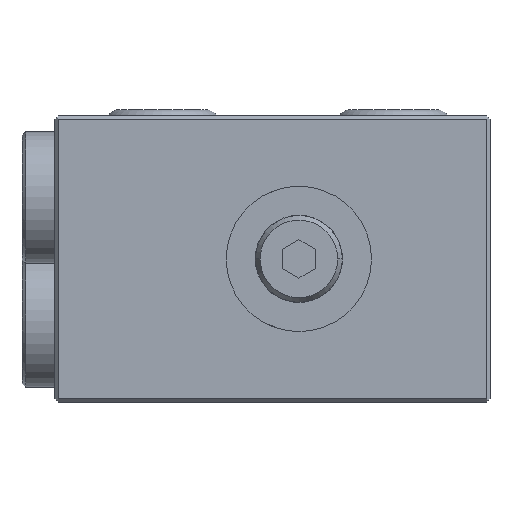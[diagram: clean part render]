
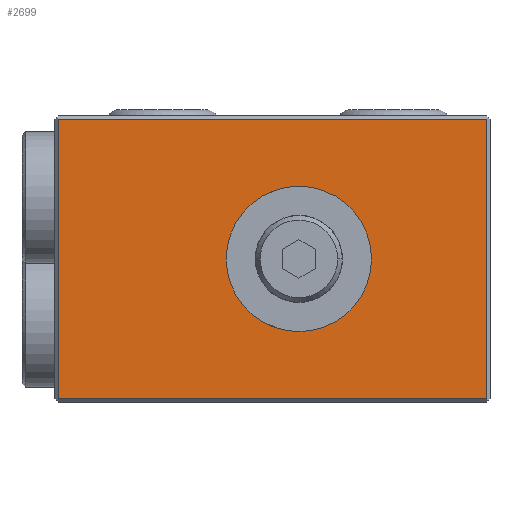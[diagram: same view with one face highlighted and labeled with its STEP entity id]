
A CAD part, front view. The second image highlights one B-rep face of the part: STEP entity #2699.
In plain terms, the highlighted planar face has unit normal (0, -1, 0).
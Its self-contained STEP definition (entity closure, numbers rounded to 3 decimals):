
#350=CARTESIAN_POINT('',(35.179,-88.138,20.65));
#351=DIRECTION('',(0.,-1.,0.));
#352=DIRECTION('',(-1.,0.,0.));
#353=AXIS2_PLACEMENT_3D('',#350,#351,#352);
#355=CARTESIAN_POINT('',(35.179,-88.138,20.65));
#356=DIRECTION('',(0.,-1.,0.));
#357=DIRECTION('',(1.,0.,0.));
#358=AXIS2_PLACEMENT_3D('',#355,#356,#357);
#360=DIRECTION('',(0.,0.,-1.));
#361=VECTOR('',#360,40.259);
#362=CARTESIAN_POINT('',(0.508,-88.138,40.767));
#363=LINE('',#362,#361);
#364=DIRECTION('',(1.,0.,0.));
#365=VECTOR('',#364,61.722);
#366=CARTESIAN_POINT('',(0.508,-88.138,40.767));
#367=LINE('',#366,#365);
#368=DIRECTION('',(0.,0.,-1.));
#369=VECTOR('',#368,40.259);
#370=CARTESIAN_POINT('',(62.23,-88.138,40.767));
#371=LINE('',#370,#369);
#372=DIRECTION('',(-1.,0.,0.));
#373=VECTOR('',#372,61.722);
#374=CARTESIAN_POINT('',(62.23,-88.138,0.508));
#375=LINE('',#374,#373);
#2157=CARTESIAN_POINT('',(24.702,-88.138,20.65));
#2158=CARTESIAN_POINT('',(45.657,-88.138,20.65));
#2159=VERTEX_POINT('',#2157);
#2160=VERTEX_POINT('',#2158);
#2213=CARTESIAN_POINT('',(0.508,-88.138,40.767));
#2214=CARTESIAN_POINT('',(0.508,-88.138,0.508));
#2215=VERTEX_POINT('',#2213);
#2216=VERTEX_POINT('',#2214);
#2221=CARTESIAN_POINT('',(62.23,-88.138,40.767));
#2222=VERTEX_POINT('',#2221);
#2235=CARTESIAN_POINT('',(62.23,-88.138,0.508));
#2236=VERTEX_POINT('',#2235);
#2679=CARTESIAN_POINT('',(0.,-88.138,0.));
#2680=DIRECTION('',(0.,-1.,0.));
#2681=DIRECTION('',(1.,0.,0.));
#2682=AXIS2_PLACEMENT_3D('',#2679,#2680,#2681);
#2683=PLANE('',#2682);
#2685=ORIENTED_EDGE('',*,*,#2684,.F.);
#2687=ORIENTED_EDGE('',*,*,#2686,.T.);
#2689=ORIENTED_EDGE('',*,*,#2688,.T.);
#2691=ORIENTED_EDGE('',*,*,#2690,.T.);
#2692=EDGE_LOOP('',(#2685,#2687,#2689,#2691));
#2693=FACE_OUTER_BOUND('',#2692,.F.);
#2694=ORIENTED_EDGE('',*,*,#2664,.T.);
#2696=ORIENTED_EDGE('',*,*,#2695,.T.);
#2697=EDGE_LOOP('',(#2694,#2696));
#2698=FACE_BOUND('',#2697,.F.);
#354=CIRCLE('',#353,10.478);
#359=CIRCLE('',#358,10.478);
#2664=EDGE_CURVE('',#2159,#2160,#354,.T.);
#2684=EDGE_CURVE('',#2215,#2216,#363,.T.);
#2686=EDGE_CURVE('',#2215,#2222,#367,.T.);
#2688=EDGE_CURVE('',#2222,#2236,#371,.T.);
#2690=EDGE_CURVE('',#2236,#2216,#375,.T.);
#2695=EDGE_CURVE('',#2160,#2159,#359,.T.);
#2699=ADVANCED_FACE('',(#2693,#2698),#2683,.T.);
